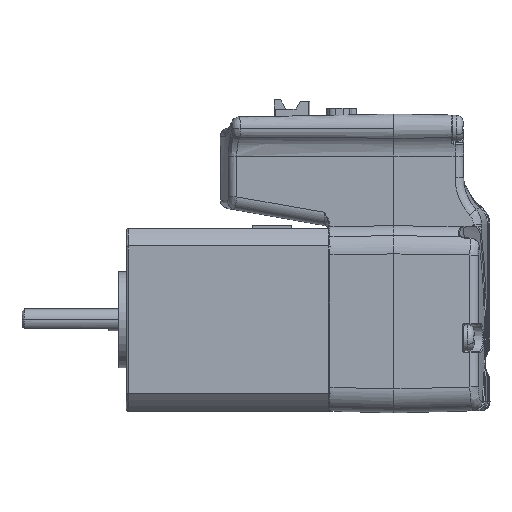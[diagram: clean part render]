
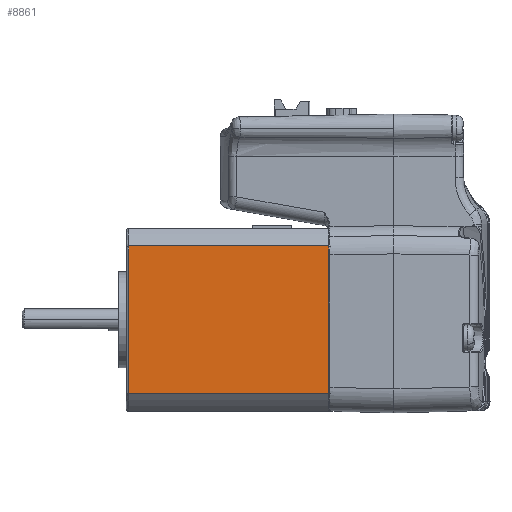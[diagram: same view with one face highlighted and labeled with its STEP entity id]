
A CAD part, left-side view. The second image highlights one B-rep face of the part: STEP entity #8861.
In plain terms, the highlighted planar face has unit normal (-1, 0, 0).
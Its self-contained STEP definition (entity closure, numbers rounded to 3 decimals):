
#8861=ADVANCED_FACE('     F63',(#19150),#19151,.T.);
#19150=FACE_OUTER_BOUND('',#43480,.T.);
#19151=PLANE('',#43481);
#43480=EDGE_LOOP('',(#68954,#68955,#68956,#68957));
#43481=AXIS2_PLACEMENT_3D('',#68958,#68959,#68960);
#68954=ORIENTED_EDGE('',*,*,#84041,.T.);
#68955=ORIENTED_EDGE('',*,*,#79681,.F.);
#68956=ORIENTED_EDGE('',*,*,#79623,.T.);
#68957=ORIENTED_EDGE('',*,*,#83843,.T.);
#68958=CARTESIAN_POINT('',(117.738,-0.5,-16.971));
#68959=DIRECTION('',(-1.0,0.0,0.0));
#68960=DIRECTION('',(0.0,0.,1.0));
#79623=EDGE_CURVE('',#88617,#88615,#88618,.F.);
#79681=EDGE_CURVE('',#88617,#88705,#88708,.F.);
#83843=EDGE_CURVE('',#88615,#94771,#94773,.F.);
#84041=EDGE_CURVE('',#94771,#88705,#95033,.T.);
#88615=VERTEX_POINT('',#102176);
#88617=VERTEX_POINT('',#102183);
#88618=LINE('',#102184,#102185);
#88705=VERTEX_POINT('',#102308);
#88708=LINE('',#102311,#102312);
#94771=VERTEX_POINT('',#113529);
#94773=LINE('',#113531,#113532);
#95033=LINE('',#114038,#114039);
#102176=CARTESIAN_POINT('',(117.738,46.,-16.971));
#102183=CARTESIAN_POINT('',(117.738,46.,16.971));
#102184=CARTESIAN_POINT('',(117.738,46.,-16.971));
#102185=VECTOR('',#119690,1000.0);
#102308=CARTESIAN_POINT('',(117.738,0.,16.971));
#102311=CARTESIAN_POINT('',(117.738,-0.5,16.971));
#102312=VECTOR('',#119768,1000.0);
#113529=CARTESIAN_POINT('',(117.738,0.,-16.971));
#113531=CARTESIAN_POINT('',(117.738,-0.5,-16.971));
#113532=VECTOR('',#124457,1000.0);
#114038=CARTESIAN_POINT('',(117.738,0.,-16.971));
#114039=VECTOR('',#124627,1000.0);
#119690=DIRECTION('',(0.0,0.,1.0));
#119768=DIRECTION('',(0.,1.0,0.));
#124457=DIRECTION('',(0.0,1.0,0.));
#124627=DIRECTION('',(0.0,0.,1.0));
